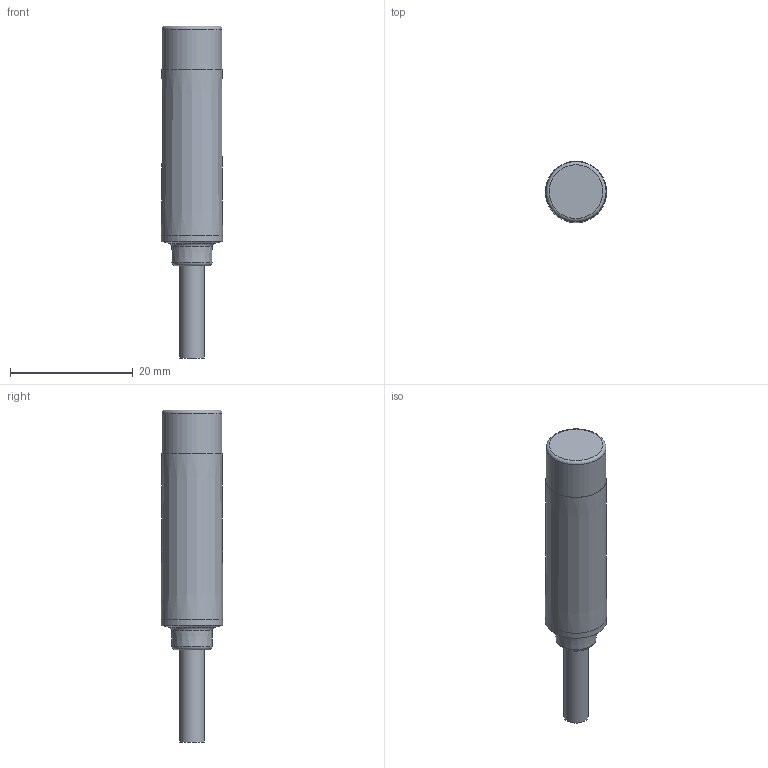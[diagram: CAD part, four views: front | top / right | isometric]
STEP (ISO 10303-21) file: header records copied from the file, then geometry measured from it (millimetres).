
FILE_DESCRIPTION(/* description */ (''),/* implementation_level */ '2;1');
FILE_NAME(/* name */ 'MOFxxx-8.stp',/* time_stamp */ '2019-11-27T10:16:44+01:00',/* author */ ('tvb'),/* organization */ (''),/* preprocessor_version */ 'ST-DEVELOPER v18',/* originating_system */ 'Autodesk Inventor 2020',/* authorisation */ '');
FILE_SCHEMA (('AUTOMOTIVE_DESIGN { 1 0 10303 214 3 1 1 }'));
Length unit declared in the file: millimetre
Products named in the file (1): MOFxxx-8
Bounding box: 10 x 10 x 54 mm (x, y, z)
Volume: 3008.8 mm3; surface area: 1602.6 mm2
Topology: 1 solids, 1 shells, 16 faces, 44 edges, 33 vertices
Faces by surface type: plane 5, torus 4, cone 4, cylinder 3
Full cylindrical faces by diameter (mm): 4 x1, 9.75 x1, 10 x1
Entity records: 594 total; most frequent: DIRECTION 115, CARTESIAN_POINT 94, ORIENTED_EDGE 88, AXIS2_PLACEMENT_3D 54, EDGE_CURVE 44, CIRCLE 37, VERTEX_POINT 33, EDGE_LOOP 19
